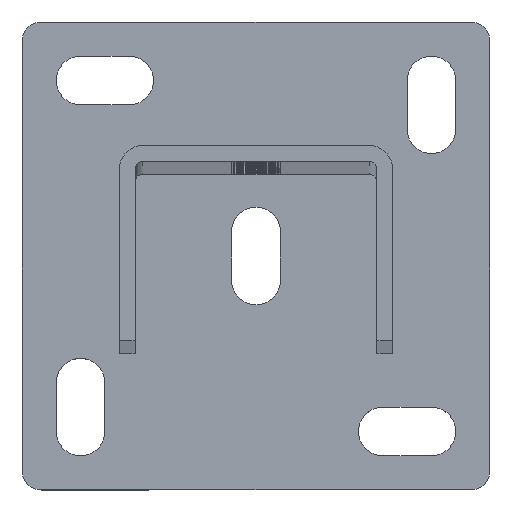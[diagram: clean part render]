
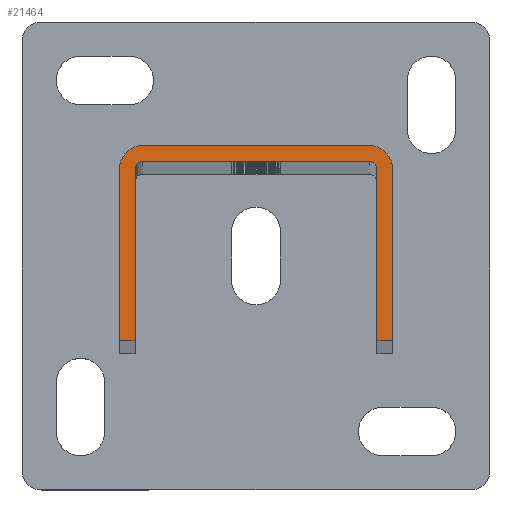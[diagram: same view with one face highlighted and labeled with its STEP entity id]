
A CAD part, top view. The second image highlights one B-rep face of the part: STEP entity #21464.
In plain terms, the highlighted planar face has unit normal (0, 0, 1).
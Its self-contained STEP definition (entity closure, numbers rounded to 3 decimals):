
#156 = CARTESIAN_POINT ( 'NONE',  ( -31., -25., 1908. ) ) ;
#264 = LINE ( 'NONE', #11901, #1034 ) ;
#438 = DIRECTION ( 'NONE',  ( 1., 0., 0. ) ) ;
#613 = DIRECTION ( 'NONE',  ( 0., 0., -1. ) ) ;
#1034 = VECTOR ( 'NONE', #6767, 1000. ) ;
#1135 = VERTEX_POINT ( 'NONE', #15422 ) ;
#1377 = CARTESIAN_POINT ( 'NONE',  ( -31., 19., 1908. ) ) ;
#1471 = CARTESIAN_POINT ( 'NONE',  ( 29., 21., 1908. ) ) ;
#1529 = EDGE_LOOP ( 'NONE', ( #9966, #18566, #4006, #3603, #7035, #21135, #17371, #1860, #18505, #3438, #18009, #14395 ) ) ;
#1860 = ORIENTED_EDGE ( 'NONE', *, *, #19372, .F. ) ;
#2414 = DIRECTION ( 'NONE',  ( 0., 0., -1. ) ) ;
#2525 = CARTESIAN_POINT ( 'NONE',  ( 31., -25., 1908. ) ) ;
#2788 = DIRECTION ( 'NONE',  ( 0., -1., 0. ) ) ;
#2900 = LINE ( 'NONE', #14644, #7403 ) ;
#2940 = EDGE_CURVE ( 'NONE', #14529, #3187, #7300, .T. ) ;
#3081 = VECTOR ( 'NONE', #18923, 1000. ) ;
#3187 = VERTEX_POINT ( 'NONE', #18137 ) ;
#3231 = DIRECTION ( 'NONE',  ( 1., 0., 0. ) ) ;
#3438 = ORIENTED_EDGE ( 'NONE', *, *, #8567, .T. ) ;
#3518 = LINE ( 'NONE', #156, #18452 ) ;
#3603 = ORIENTED_EDGE ( 'NONE', *, *, #2940, .F. ) ;
#4006 = ORIENTED_EDGE ( 'NONE', *, *, #15689, .F. ) ;
#4093 = VECTOR ( 'NONE', #10745, 1000. ) ;
#4292 = CARTESIAN_POINT ( 'NONE',  ( 31., 19., 1908. ) ) ;
#4305 = CARTESIAN_POINT ( 'NONE',  ( -35., -25., 1908. ) ) ;
#4350 = CARTESIAN_POINT ( 'NONE',  ( -29., 19., 1908. ) ) ;
#4390 = VERTEX_POINT ( 'NONE', #14809 ) ;
#4455 = EDGE_CURVE ( 'NONE', #11817, #14697, #14282, .T. ) ;
#4862 = CIRCLE ( 'NONE', #13549, 6. ) ;
#5076 = LINE ( 'NONE', #10313, #18421 ) ;
#5080 = EDGE_CURVE ( 'NONE', #1135, #14529, #2900, .T. ) ;
#5466 = CARTESIAN_POINT ( 'NONE',  ( -31., -25., 1908. ) ) ;
#5674 = LINE ( 'NONE', #5466, #3081 ) ;
#6115 = CIRCLE ( 'NONE', #9244, 2. ) ;
#6461 = VERTEX_POINT ( 'NONE', #1377 ) ;
#6541 = VECTOR ( 'NONE', #16048, 1000. ) ;
#6767 = DIRECTION ( 'NONE',  ( 0., -1., 0. ) ) ;
#7035 = ORIENTED_EDGE ( 'NONE', *, *, #5080, .F. ) ;
#7076 = CARTESIAN_POINT ( 'NONE',  ( 29., 19., 1908. ) ) ;
#7119 = FACE_OUTER_BOUND ( 'NONE', #1529, .T. ) ;
#7144 = VERTEX_POINT ( 'NONE', #13883 ) ;
#7221 = DIRECTION ( 'NONE',  ( -1., 0., 0. ) ) ;
#7300 = CIRCLE ( 'NONE', #11843, 6. ) ;
#7403 = VECTOR ( 'NONE', #3231, 1000. ) ;
#7887 = DIRECTION ( 'NONE',  ( 0., 0., -1. ) ) ;
#8567 = EDGE_CURVE ( 'NONE', #6461, #19313, #6115, .T. ) ;
#9003 = LINE ( 'NONE', #12496, #4093 ) ;
#9244 = AXIS2_PLACEMENT_3D ( 'NONE', #4350, #2414, #10992 ) ;
#9422 = CARTESIAN_POINT ( 'NONE',  ( -29., 19., 1908. ) ) ;
#9966 = ORIENTED_EDGE ( 'NONE', *, *, #10145, .T. ) ;
#9993 = VERTEX_POINT ( 'NONE', #15600 ) ;
#10145 = EDGE_CURVE ( 'NONE', #14697, #14265, #19167, .T. ) ;
#10161 = DIRECTION ( 'NONE',  ( -1., 0., 0. ) ) ;
#10229 = CARTESIAN_POINT ( 'NONE',  ( -35., -25., 1908. ) ) ;
#10313 = CARTESIAN_POINT ( 'NONE',  ( -29., 21., 1908. ) ) ;
#10745 = DIRECTION ( 'NONE',  ( -1., 0., 0. ) ) ;
#10992 = DIRECTION ( 'NONE',  ( 1., 0., 0. ) ) ;
#11817 = VERTEX_POINT ( 'NONE', #1471 ) ;
#11843 = AXIS2_PLACEMENT_3D ( 'NONE', #7076, #13720, #13625 ) ;
#11901 = CARTESIAN_POINT ( 'NONE',  ( 35., 19., 1908. ) ) ;
#12095 = DIRECTION ( 'NONE',  ( 1., 0., 0. ) ) ;
#12365 = EDGE_CURVE ( 'NONE', #9993, #14265, #9003, .T. ) ;
#12496 = CARTESIAN_POINT ( 'NONE',  ( 35., -25., 1908. ) ) ;
#12642 = EDGE_CURVE ( 'NONE', #7144, #6461, #5674, .T. ) ;
#13098 = CARTESIAN_POINT ( 'NONE',  ( -29., 21., 1908. ) ) ;
#13549 = AXIS2_PLACEMENT_3D ( 'NONE', #9422, #7887, #21110 ) ;
#13625 = DIRECTION ( 'NONE',  ( -1., 0., 0. ) ) ;
#13720 = DIRECTION ( 'NONE',  ( 0., 0., -1. ) ) ;
#13821 = CARTESIAN_POINT ( 'NONE',  ( 29., 19., 1908. ) ) ;
#13869 = CARTESIAN_POINT ( 'NONE',  ( 29., 19., 1908. ) ) ;
#13883 = CARTESIAN_POINT ( 'NONE',  ( -31., -25., 1908. ) ) ;
#14031 = EDGE_CURVE ( 'NONE', #4390, #1135, #4862, .T. ) ;
#14265 = VERTEX_POINT ( 'NONE', #2525 ) ;
#14282 = CIRCLE ( 'NONE', #17717, 2. ) ;
#14336 = CARTESIAN_POINT ( 'NONE',  ( 31., 19., 1908. ) ) ;
#14395 = ORIENTED_EDGE ( 'NONE', *, *, #4455, .T. ) ;
#14529 = VERTEX_POINT ( 'NONE', #18666 ) ;
#14644 = CARTESIAN_POINT ( 'NONE',  ( -29., 25., 1908. ) ) ;
#14697 = VERTEX_POINT ( 'NONE', #14336 ) ;
#14809 = CARTESIAN_POINT ( 'NONE',  ( -35., 19., 1908. ) ) ;
#15113 = EDGE_CURVE ( 'NONE', #18145, #4390, #17877, .T. ) ;
#15422 = CARTESIAN_POINT ( 'NONE',  ( -29., 25., 1908. ) ) ;
#15600 = CARTESIAN_POINT ( 'NONE',  ( 35., -25., 1908. ) ) ;
#15689 = EDGE_CURVE ( 'NONE', #3187, #9993, #264, .T. ) ;
#16048 = DIRECTION ( 'NONE',  ( 0., 1., 0. ) ) ;
#17371 = ORIENTED_EDGE ( 'NONE', *, *, #15113, .F. ) ;
#17717 = AXIS2_PLACEMENT_3D ( 'NONE', #13821, #18900, #12095 ) ;
#17877 = LINE ( 'NONE', #4305, #6541 ) ;
#18009 = ORIENTED_EDGE ( 'NONE', *, *, #18590, .T. ) ;
#18137 = CARTESIAN_POINT ( 'NONE',  ( 35., 19., 1908. ) ) ;
#18145 = VERTEX_POINT ( 'NONE', #10229 ) ;
#18421 = VECTOR ( 'NONE', #438, 1000. ) ;
#18452 = VECTOR ( 'NONE', #10161, 1000. ) ;
#18505 = ORIENTED_EDGE ( 'NONE', *, *, #12642, .T. ) ;
#18566 = ORIENTED_EDGE ( 'NONE', *, *, #12365, .F. ) ;
#18573 = VECTOR ( 'NONE', #2788, 1000. ) ;
#18590 = EDGE_CURVE ( 'NONE', #19313, #11817, #5076, .T. ) ;
#18666 = CARTESIAN_POINT ( 'NONE',  ( 29., 25., 1908. ) ) ;
#18900 = DIRECTION ( 'NONE',  ( 0., 0., -1. ) ) ;
#18923 = DIRECTION ( 'NONE',  ( 0., 1., 0. ) ) ;
#19167 = LINE ( 'NONE', #4292, #18573 ) ;
#19313 = VERTEX_POINT ( 'NONE', #13098 ) ;
#19372 = EDGE_CURVE ( 'NONE', #7144, #18145, #3518, .T. ) ;
#19407 = AXIS2_PLACEMENT_3D ( 'NONE', #13869, #613, #7221 ) ;
#20352 = PLANE ( 'NONE',  #19407 ) ;
#21110 = DIRECTION ( 'NONE',  ( -1., 0., 0. ) ) ;
#21135 = ORIENTED_EDGE ( 'NONE', *, *, #14031, .F. ) ;
#21464 = ADVANCED_FACE ( 'NONE', ( #7119 ), #20352, .F. ) ;
